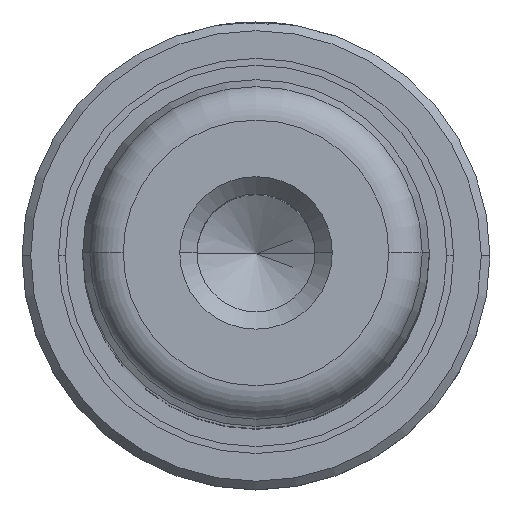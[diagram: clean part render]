
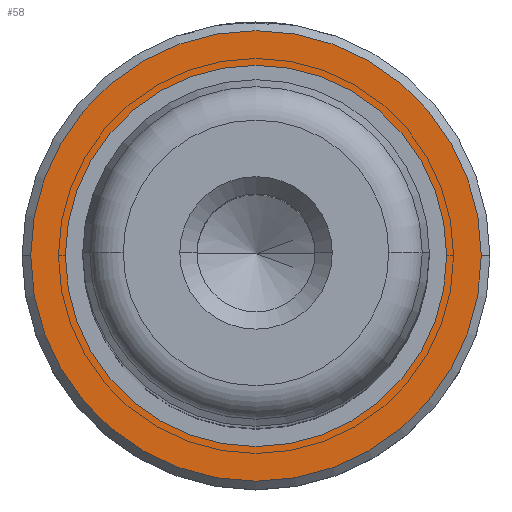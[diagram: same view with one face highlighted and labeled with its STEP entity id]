
A CAD part, top view. The second image highlights one B-rep face of the part: STEP entity #58.
In plain terms, the highlighted planar face has unit normal (0, 0, 1).
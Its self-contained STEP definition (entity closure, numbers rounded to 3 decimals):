
#58 = ADVANCED_FACE ( 'NONE', ( #1892, #1851 ), #949, .F. ) ;
#212 = CARTESIAN_POINT ( 'NONE',  ( -13., 0., 50. ) ) ;
#330 = ORIENTED_EDGE ( 'NONE', *, *, #2174, .T. ) ;
#342 = EDGE_LOOP ( 'NONE', ( #633, #2032 ) ) ;
#381 = AXIS2_PLACEMENT_3D ( 'NONE', #2020, #2018, #2016 ) ;
#390 = VERTEX_POINT ( 'NONE', #212 ) ;
#499 = CARTESIAN_POINT ( 'NONE',  ( 11., 0., 50. ) ) ;
#536 = EDGE_CURVE ( 'NONE', #390, #1139, #1577, .T. ) ;
#600 = ORIENTED_EDGE ( 'NONE', *, *, #1725, .T. ) ;
#610 = CIRCLE ( 'NONE', #767, 13. ) ;
#633 = ORIENTED_EDGE ( 'NONE', *, *, #536, .T. ) ;
#657 = CARTESIAN_POINT ( 'NONE',  ( 13., 0., 50. ) ) ;
#767 = AXIS2_PLACEMENT_3D ( 'NONE', #861, #856, #852 ) ;
#852 = DIRECTION ( 'NONE',  ( -1., 0., 0. ) ) ;
#856 = DIRECTION ( 'NONE',  ( 0., 0., 1. ) ) ;
#861 = CARTESIAN_POINT ( 'NONE',  ( 0., 0., 50. ) ) ;
#930 = AXIS2_PLACEMENT_3D ( 'NONE', #984, #1158, #947 ) ;
#947 = DIRECTION ( 'NONE',  ( -1., 0., 0. ) ) ;
#949 = PLANE ( 'NONE',  #930 ) ;
#984 = CARTESIAN_POINT ( 'NONE',  ( 10., 0., 50. ) ) ;
#1139 = VERTEX_POINT ( 'NONE', #657 ) ;
#1141 = CARTESIAN_POINT ( 'NONE',  ( -11., 0., 50. ) ) ;
#1158 = DIRECTION ( 'NONE',  ( 0., 0., -1. ) ) ;
#1163 = EDGE_LOOP ( 'NONE', ( #600, #330 ) ) ;
#1216 = AXIS2_PLACEMENT_3D ( 'NONE', #1426, #1416, #1406 ) ;
#1304 = DIRECTION ( 'NONE',  ( -1., 0., 0. ) ) ;
#1341 = CIRCLE ( 'NONE', #1216, 11. ) ;
#1406 = DIRECTION ( 'NONE',  ( -1., 0., 0. ) ) ;
#1412 = DIRECTION ( 'NONE',  ( 0., 0., -1. ) ) ;
#1416 = DIRECTION ( 'NONE',  ( 0., 0., -1. ) ) ;
#1426 = CARTESIAN_POINT ( 'NONE',  ( 0., 0., 50. ) ) ;
#1450 = CIRCLE ( 'NONE', #1716, 11. ) ;
#1577 = CIRCLE ( 'NONE', #381, 13. ) ;
#1716 = AXIS2_PLACEMENT_3D ( 'NONE', #1960, #1412, #1304 ) ;
#1725 = EDGE_CURVE ( 'NONE', #2223, #2006, #1341, .T. ) ;
#1838 = EDGE_CURVE ( 'NONE', #1139, #390, #610, .T. ) ;
#1851 = FACE_OUTER_BOUND ( 'NONE', #342, .T. ) ;
#1892 = FACE_BOUND ( 'NONE', #1163, .T. ) ;
#1960 = CARTESIAN_POINT ( 'NONE',  ( 0., 0., 50. ) ) ;
#2006 = VERTEX_POINT ( 'NONE', #499 ) ;
#2016 = DIRECTION ( 'NONE',  ( -1., 0., 0. ) ) ;
#2018 = DIRECTION ( 'NONE',  ( 0., 0., 1. ) ) ;
#2020 = CARTESIAN_POINT ( 'NONE',  ( 0., 0., 50. ) ) ;
#2032 = ORIENTED_EDGE ( 'NONE', *, *, #1838, .T. ) ;
#2174 = EDGE_CURVE ( 'NONE', #2006, #2223, #1450, .T. ) ;
#2223 = VERTEX_POINT ( 'NONE', #1141 ) ;
